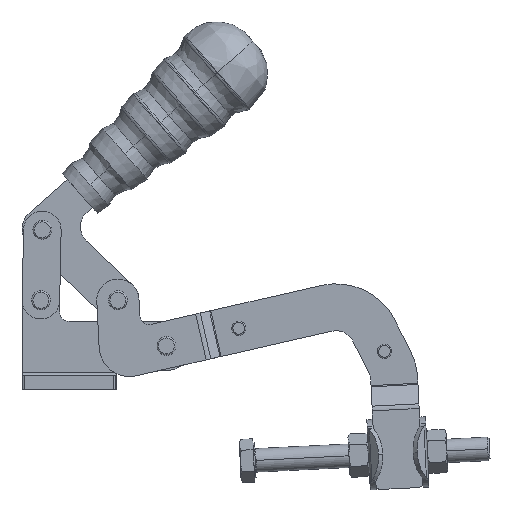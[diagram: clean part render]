
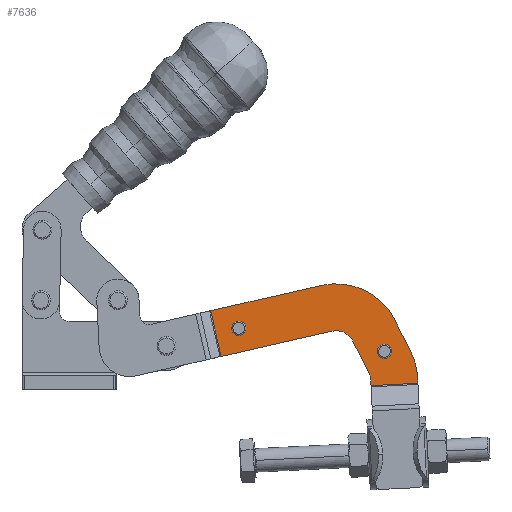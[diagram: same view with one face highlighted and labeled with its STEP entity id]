
A CAD part, left-side view. The second image highlights one B-rep face of the part: STEP entity #7636.
In plain terms, the highlighted planar face has unit normal (-1, 0, 0).
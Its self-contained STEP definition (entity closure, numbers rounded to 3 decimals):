
#4403=CARTESIAN_POINT('',(-23.492,-46.051,23.151));
#4404=VERTEX_POINT('',#4403);
#4421=CARTESIAN_POINT('',(-23.492,-47.987,28.83));
#4422=VERTEX_POINT('',#4421);
#4429=CARTESIAN_POINT('',(-23.492,-47.019,25.991));
#4430=DIRECTION('',(1.0,0.,0.));
#4431=DIRECTION('',(0.,0.323,-0.947));
#4432=AXIS2_PLACEMENT_3D('',#4429,#4430,#4431);
#4433=CIRCLE('',#4432,3.);
#4434=EDGE_CURVE('',#4404,#4422,#4433,.T.);
#4770=CARTESIAN_POINT('',(-23.492,-108.935,13.189));
#4771=VERTEX_POINT('',#4770);
#4788=CARTESIAN_POINT('',(-23.492,-109.242,19.181));
#4789=VERTEX_POINT('',#4788);
#4796=CARTESIAN_POINT('',(-23.492,-109.088,16.185));
#4797=DIRECTION('',(1.,0.,0.));
#4798=DIRECTION('',(0.,0.051,-0.999));
#4799=AXIS2_PLACEMENT_3D('',#4796,#4797,#4798);
#4800=CIRCLE('',#4799,3.);
#4801=EDGE_CURVE('',#4771,#4789,#4800,.T.);
#6919=CARTESIAN_POINT('',(-23.492,-86.75,24.785));
#6920=VERTEX_POINT('',#6919);
#6927=CARTESIAN_POINT('',(-23.492,-39.49,14.019));
#6928=VERTEX_POINT('',#6927);
#6929=CARTESIAN_POINT('',(-23.492,-86.75,24.785));
#6930=DIRECTION('',(0.,0.975,-0.222));
#6931=VECTOR('',#6930,48.471);
#6932=LINE('',#6929,#6931);
#6933=EDGE_CURVE('',#6920,#6928,#6932,.T.);
#7001=CARTESIAN_POINT('',(-23.492,-35.048,33.52));
#7002=VERTEX_POINT('',#7001);
#7010=CARTESIAN_POINT('',(-23.492,-82.308,44.285));
#7011=VERTEX_POINT('',#7010);
#7012=CARTESIAN_POINT('',(-23.492,-35.048,33.52));
#7013=DIRECTION('',(0.,-0.975,0.222));
#7014=VECTOR('',#7013,48.471);
#7015=LINE('',#7012,#7014);
#7016=EDGE_CURVE('',#7002,#7011,#7015,.T.);
#7282=CARTESIAN_POINT('',(-23.492,-95.671,20.586));
#7283=VERTEX_POINT('',#7282);
#7284=CARTESIAN_POINT('',(-23.492,-88.527,16.984));
#7285=DIRECTION('',(-1.,0.,0.));
#7286=DIRECTION('',(0.,-0.893,0.45));
#7287=AXIS2_PLACEMENT_3D('',#7284,#7285,#7286);
#7288=CIRCLE('',#7287,8.);
#7289=EDGE_CURVE('',#7283,#6920,#7288,.T.);
#7315=CARTESIAN_POINT('',(-23.492,-102.423,7.192));
#7316=VERTEX_POINT('',#7315);
#7317=CARTESIAN_POINT('',(-23.492,-102.423,7.192));
#7318=DIRECTION('',(0.,0.45,0.893));
#7319=VECTOR('',#7318,15.);
#7320=LINE('',#7317,#7319);
#7321=EDGE_CURVE('',#7316,#7283,#7320,.T.);
#7346=CARTESIAN_POINT('',(-23.492,-103.27,3.986));
#7347=VERTEX_POINT('',#7346);
#7348=CARTESIAN_POINT('',(-23.492,-95.28,3.59));
#7349=DIRECTION('',(-1.,0.,0.));
#7350=DIRECTION('',(0.,-0.999,0.049));
#7351=AXIS2_PLACEMENT_3D('',#7348,#7349,#7350);
#7352=CIRCLE('',#7351,8.);
#7353=EDGE_CURVE('',#7347,#7316,#7352,.T.);
#7379=CARTESIAN_POINT('',(-23.492,-120.282,16.196));
#7380=VERTEX_POINT('',#7379);
#7381=CARTESIAN_POINT('',(-23.492,-123.246,4.974));
#7382=VERTEX_POINT('',#7381);
#7383=CARTESIAN_POINT('',(-23.492,-95.28,3.59));
#7384=DIRECTION('',(1.,0.,0.));
#7385=DIRECTION('',(0.,0.999,-0.049));
#7386=AXIS2_PLACEMENT_3D('',#7383,#7384,#7385);
#7387=CIRCLE('',#7386,28.);
#7388=EDGE_CURVE('',#7380,#7382,#7387,.T.);
#7421=CARTESIAN_POINT('',(-23.492,-113.529,29.59));
#7422=VERTEX_POINT('',#7421);
#7423=CARTESIAN_POINT('',(-23.492,-113.529,29.59));
#7424=DIRECTION('',(0.,-0.45,-0.893));
#7425=VECTOR('',#7424,15.);
#7426=LINE('',#7423,#7425);
#7427=EDGE_CURVE('',#7422,#7380,#7426,.T.);
#7452=CARTESIAN_POINT('',(-23.492,-88.527,16.984));
#7453=DIRECTION('',(1.0,0.,0.));
#7454=DIRECTION('',(0.,0.893,-0.45));
#7455=AXIS2_PLACEMENT_3D('',#7452,#7453,#7454);
#7456=CIRCLE('',#7455,28.);
#7457=EDGE_CURVE('',#7011,#7422,#7456,.T.);
#7477=CARTESIAN_POINT('',(-23.492,-35.048,33.52));
#7478=DIRECTION('',(0.,-0.222,-0.975));
#7479=VECTOR('',#7478,20.0);
#7480=LINE('',#7477,#7479);
#7481=EDGE_CURVE('',#7002,#6928,#7480,.T.);
#7578=CARTESIAN_POINT('',(-23.492,-65.479,13.478));
#7579=DIRECTION('',(-1.0,0.0,0.0));
#7580=DIRECTION('',(0.0,-0.975,0.222));
#7581=AXIS2_PLACEMENT_3D('',#7578,#7579,#7580);
#7582=PLANE('',#7581);
#7583=CARTESIAN_POINT('',(-23.492,-103.388,1.596));
#7584=VERTEX_POINT('',#7583);
#7585=CARTESIAN_POINT('',(-23.492,-123.364,2.584));
#7586=VERTEX_POINT('',#7585);
#7587=CARTESIAN_POINT('',(-23.492,-103.388,1.596));
#7588=DIRECTION('',(0.,-0.999,0.049));
#7589=VECTOR('',#7588,20.);
#7590=LINE('',#7587,#7589);
#7591=EDGE_CURVE('',#7584,#7586,#7590,.T.);
#7592=ORIENTED_EDGE('',*,*,#7591,.T.);
#7593=CARTESIAN_POINT('',(-23.492,-123.246,4.974));
#7594=DIRECTION('',(0.0,-0.049,-0.999));
#7595=VECTOR('',#7594,2.393);
#7596=LINE('',#7593,#7595);
#7597=EDGE_CURVE('',#7382,#7586,#7596,.T.);
#7598=ORIENTED_EDGE('',*,*,#7597,.F.);
#7599=ORIENTED_EDGE('',*,*,#7388,.F.);
#7600=ORIENTED_EDGE('',*,*,#7427,.F.);
#7601=ORIENTED_EDGE('',*,*,#7457,.F.);
#7602=ORIENTED_EDGE('',*,*,#7016,.F.);
#7603=ORIENTED_EDGE('',*,*,#7481,.T.);
#7604=ORIENTED_EDGE('',*,*,#6933,.F.);
#7605=ORIENTED_EDGE('',*,*,#7289,.F.);
#7606=ORIENTED_EDGE('',*,*,#7321,.F.);
#7607=ORIENTED_EDGE('',*,*,#7353,.F.);
#7608=CARTESIAN_POINT('',(-23.492,-103.388,1.596));
#7609=DIRECTION('',(0.0,0.049,0.999));
#7610=VECTOR('',#7609,2.393);
#7611=LINE('',#7608,#7610);
#7612=EDGE_CURVE('',#7584,#7347,#7611,.T.);
#7613=ORIENTED_EDGE('',*,*,#7612,.F.);
#7614=EDGE_LOOP('',(#7592,#7598,#7599,#7600,#7601,#7602,#7603,#7604,#7605,#7606,#7607,#7613));
#7615=FACE_OUTER_BOUND('',#7614,.T.);
#7616=ORIENTED_EDGE('',*,*,#4434,.T.);
#7617=CARTESIAN_POINT('',(-23.492,-47.019,25.991));
#7618=DIRECTION('',(1.0,0.,0.));
#7619=DIRECTION('',(0.,0.323,-0.947));
#7620=AXIS2_PLACEMENT_3D('',#7617,#7618,#7619);
#7621=CIRCLE('',#7620,3.);
#7622=EDGE_CURVE('',#4422,#4404,#7621,.T.);
#7623=ORIENTED_EDGE('',*,*,#7622,.T.);
#7624=EDGE_LOOP('',(#7616,#7623));
#7625=FACE_BOUND('',#7624,.T.);
#7626=ORIENTED_EDGE('',*,*,#4801,.T.);
#7627=CARTESIAN_POINT('',(-23.492,-109.088,16.185));
#7628=DIRECTION('',(1.,0.,0.));
#7629=DIRECTION('',(0.,0.051,-0.999));
#7630=AXIS2_PLACEMENT_3D('',#7627,#7628,#7629);
#7631=CIRCLE('',#7630,3.);
#7632=EDGE_CURVE('',#4789,#4771,#7631,.T.);
#7633=ORIENTED_EDGE('',*,*,#7632,.T.);
#7634=EDGE_LOOP('',(#7626,#7633));
#7635=FACE_BOUND('',#7634,.T.);
#7636=ADVANCED_FACE('',(#7615,#7625,#7635),#7582,.T.);
